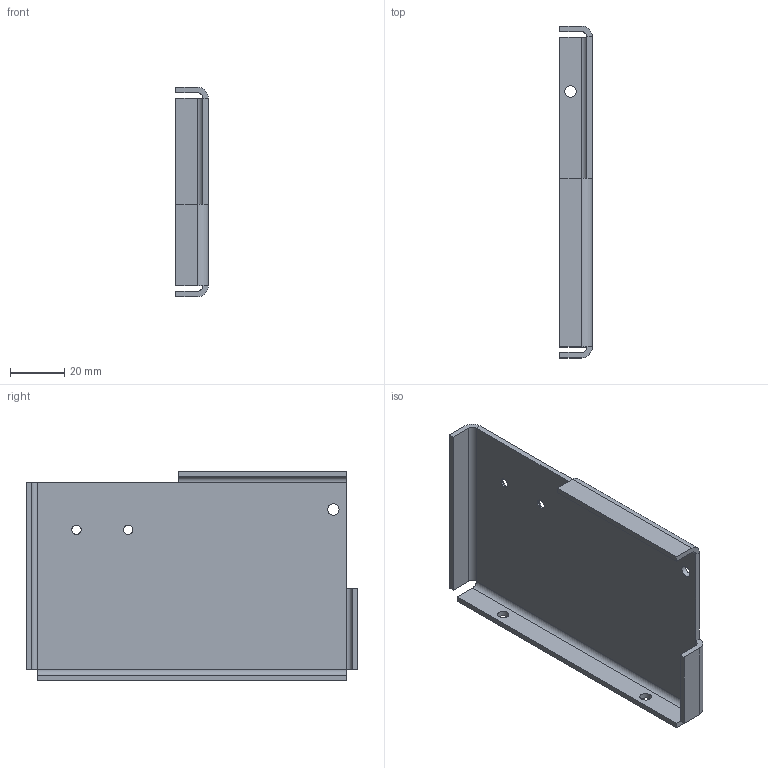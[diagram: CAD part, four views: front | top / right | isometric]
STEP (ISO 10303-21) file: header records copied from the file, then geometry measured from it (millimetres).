
FILE_DESCRIPTION(('FreeCAD Model'),'2;1');
FILE_NAME('Open CASCADE Shape Model','2023-06-03T17:39:31',('Author'),( ''),'Open CASCADE STEP processor 7.6','FreeCAD','Unknown');
FILE_SCHEMA(('AUTOMOTIVE_DESIGN { 1 0 10303 214 1 1 1 1 }'));
Length unit declared in the file: millimetre
Products named in the file (1): Équerre gauche
Bounding box: 12 x 122 x 77 mm (x, y, z)
Volume: 22579.8 mm3; surface area: 23649.5 mm2
Topology: 1 solids, 1 shells, 39 faces, 93 edges, 56 vertices
Faces by surface type: plane 24, cylinder 13, cone 2
Full cylindrical faces by diameter (mm): 3.4 x2, 4.2 x3
Entity records: 2398 total; most frequent: CARTESIAN_POINT 447, DIRECTION 375, LINE 225, VECTOR 225, ORIENTED_EDGE 186, PCURVE 186, DEFINITIONAL_REPRESENTATION 186, EDGE_CURVE 93
